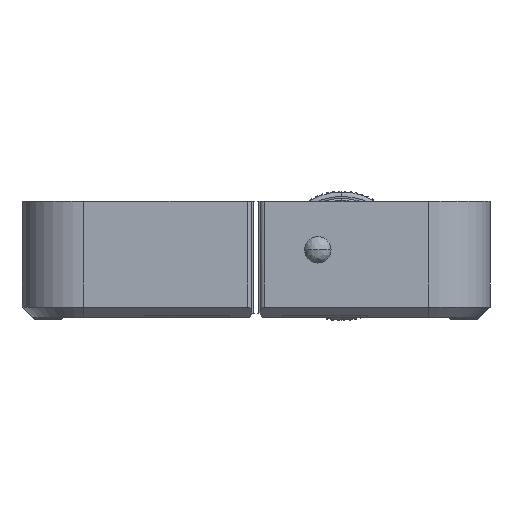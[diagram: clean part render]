
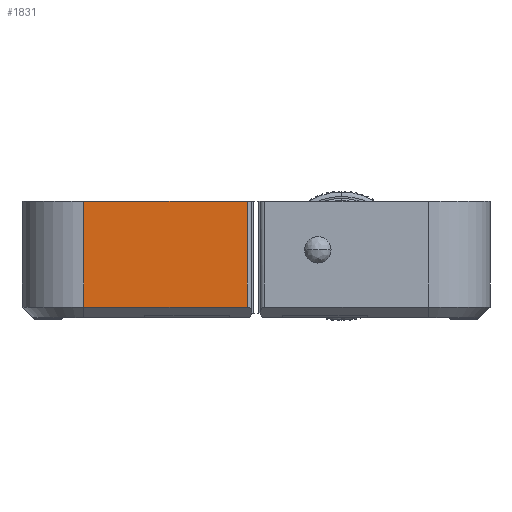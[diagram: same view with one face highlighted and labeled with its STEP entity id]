
A CAD part, left-side view. The second image highlights one B-rep face of the part: STEP entity #1831.
In plain terms, the highlighted face is planar.
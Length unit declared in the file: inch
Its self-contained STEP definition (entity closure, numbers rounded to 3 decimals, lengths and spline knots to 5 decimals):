
#1143 = CARTESIAN_POINT ( 'NONE',  ( 0.70866, 0.27559, 0.04724 ) ) ;
#1450 = VERTEX_POINT ( 'NONE', #13570 ) ;
#1516 = ORIENTED_EDGE ( 'NONE', *, *, #13080, .F. ) ;
#1831 = ADVANCED_FACE ( 'NONE', ( #26425 ), #36816, .F. ) ;
#4328 = CARTESIAN_POINT ( 'NONE',  ( 0.70866, 1.00394, 0.51969 ) ) ;
#4816 = LINE ( 'NONE', #38905, #6658 ) ;
#5353 = VERTEX_POINT ( 'NONE', #1143 ) ;
#6658 = VECTOR ( 'NONE', #26641, 39.37008 ) ;
#8145 = EDGE_CURVE ( 'NONE', #1450, #5353, #29724, .T. ) ;
#9477 = ORIENTED_EDGE ( 'NONE', *, *, #8145, .F. ) ;
#13080 = EDGE_CURVE ( 'NONE', #50802, #18450, #4816, .T. ) ;
#13408 = CARTESIAN_POINT ( 'NONE',  ( 0.70866, 0.27559, 0.51969 ) ) ;
#13570 = CARTESIAN_POINT ( 'NONE',  ( 0.70866, 1.00394, 0.04724 ) ) ;
#13575 = DIRECTION ( 'NONE',  ( 0., 0., 1. ) ) ;
#17452 = AXIS2_PLACEMENT_3D ( 'NONE', #13408, #49294, #13575 ) ;
#17939 = CARTESIAN_POINT ( 'NONE',  ( 0.70866, 0.27559, 0.51969 ) ) ;
#18450 = VERTEX_POINT ( 'NONE', #46245 ) ;
#19427 = DIRECTION ( 'NONE',  ( 0., -1., 0. ) ) ;
#20465 = DIRECTION ( 'NONE',  ( 0., 0., -1. ) ) ;
#21959 = DIRECTION ( 'NONE',  ( 0., 0., 1. ) ) ;
#23411 = VECTOR ( 'NONE', #19427, 39.37008 ) ;
#24614 = VECTOR ( 'NONE', #20465, 39.37008 ) ;
#26425 = FACE_OUTER_BOUND ( 'NONE', #48921, .T. ) ;
#26641 = DIRECTION ( 'NONE',  ( 0., 1., 0. ) ) ;
#27195 = CARTESIAN_POINT ( 'NONE',  ( 0.70866, 0.27559, 0.51969 ) ) ;
#28703 = VECTOR ( 'NONE', #21959, 39.37008 ) ;
#29724 = LINE ( 'NONE', #31690, #23411 ) ;
#29972 = LINE ( 'NONE', #17939, #28703 ) ;
#31690 = CARTESIAN_POINT ( 'NONE',  ( 0.70866, 0.27559, 0.04724 ) ) ;
#32370 = EDGE_CURVE ( 'NONE', #18450, #1450, #47206, .T. ) ;
#36816 = PLANE ( 'NONE',  #17452 ) ;
#38905 = CARTESIAN_POINT ( 'NONE',  ( 0.70866, 0.27559, 0.51969 ) ) ;
#42058 = ORIENTED_EDGE ( 'NONE', *, *, #32370, .F. ) ;
#45860 = ORIENTED_EDGE ( 'NONE', *, *, #48180, .F. ) ;
#46245 = CARTESIAN_POINT ( 'NONE',  ( 0.70866, 1.00394, 0.51969 ) ) ;
#47206 = LINE ( 'NONE', #4328, #24614 ) ;
#48180 = EDGE_CURVE ( 'NONE', #5353, #50802, #29972, .T. ) ;
#48921 = EDGE_LOOP ( 'NONE', ( #9477, #42058, #1516, #45860 ) ) ;
#49294 = DIRECTION ( 'NONE',  ( -1., 0., 0. ) ) ;
#50802 = VERTEX_POINT ( 'NONE', #27195 ) ;
